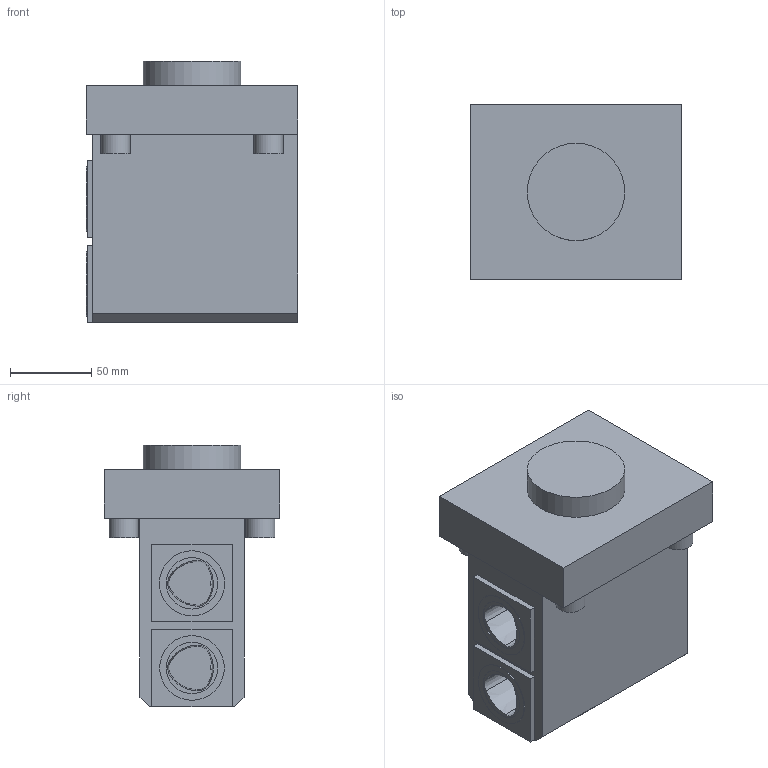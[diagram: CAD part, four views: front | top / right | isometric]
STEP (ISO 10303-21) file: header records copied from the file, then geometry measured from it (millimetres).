
FILE_DESCRIPTION(/* description */ (''),/* implementation_level */ '2;1');
FILE_NAME(/* name */ '1581915784882.stp',/* time_stamp */ '2020-02-17T10:33:15+05:00',/* author */ (''),/* organization */ ('SMS'),/* preprocessor_version */ 'ST-DEVELOPER v16.7',/* originating_system */ 'SIEMENS PLM Software NX 12.0',/* authorisation */ '');
FILE_SCHEMA (('AUTOMOTIVE_DESIGN { 1 0 10303 214 3 1 1 1 }'));
Length unit declared in the file: millimetre
Products named in the file (1): 201816719mod000_01
Bounding box: 130 x 108 x 161 mm (x, y, z)
Volume: 1395611.8 mm3; surface area: 96654.1 mm2
Topology: 1 solids, 1 shells, 58 faces, 132 edges, 95 vertices
Faces by surface type: plane 35, cone 12, cylinder 11
Full cylindrical faces by diameter (mm): 2.5 x2, 18 x4, 31.6 x2, 39.7 x1, 40.013 x1, 59.9 x1
Entity records: 1708 total; most frequent: CARTESIAN_POINT 375, DIRECTION 280, ORIENTED_EDGE 224, EDGE_CURVE 112, AXIS2_PLACEMENT_3D 107, EDGE_LOOP 84, VERTEX_POINT 82, LINE 66
